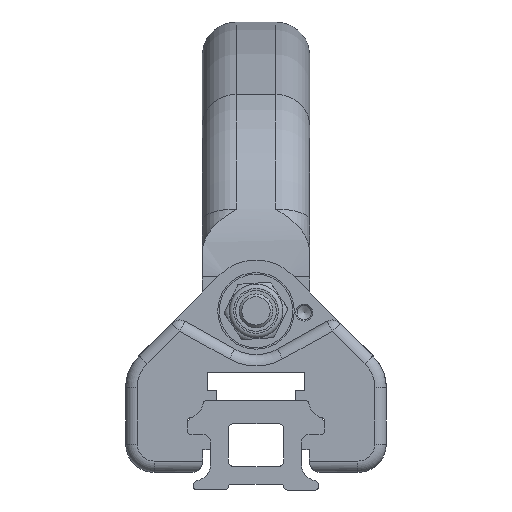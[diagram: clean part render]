
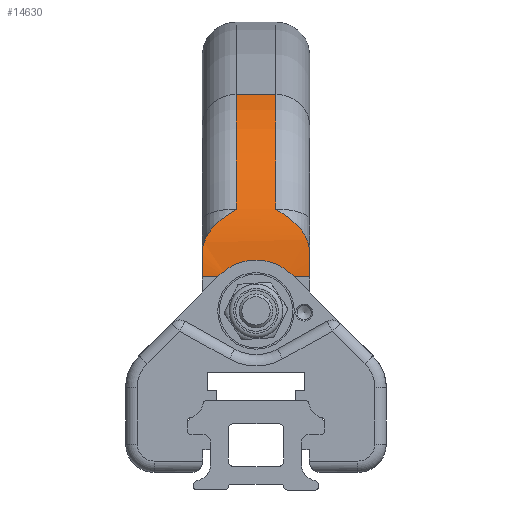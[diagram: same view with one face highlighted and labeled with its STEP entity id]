
A CAD part, front view. The second image highlights one B-rep face of the part: STEP entity #14630.
In plain terms, the highlighted cylindrical face has radius 35 mm (diameter 70 mm), a partial arc.
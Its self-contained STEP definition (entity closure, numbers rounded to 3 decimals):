
#615=B_SPLINE_CURVE_WITH_KNOTS('',3,(#25595,#25596,#25597,#25598,#25599,
#25600,#25601,#25602,#25603,#25604),.UNSPECIFIED.,.F.,.F.,(4,2,2,2,4),(-2.553,
-2.552,-2.16,-1.997,-1.858),
 .UNSPECIFIED.);
#616=B_SPLINE_CURVE_WITH_KNOTS('',3,(#25815,#25816,#25817,#25818,#25819,
#25820,#25821,#25822,#25823,#25824),.UNSPECIFIED.,.F.,.F.,(4,2,2,2,4),(-0.694,
-0.555,-0.392,0.,0.001),
 .UNSPECIFIED.);
#1013=CYLINDRICAL_SURFACE('',#16140,35.);
#1623=FACE_OUTER_BOUND('',#2480,.T.);
#2480=EDGE_LOOP('',(#12117,#12118,#12119,#12120,#12121,#12122,#12123,#12124,
#12125,#12126));
#3460=CIRCLE('',#16051,35.);
#3499=CIRCLE('',#16141,35.);
#3500=CIRCLE('',#16142,35.);
#3501=CIRCLE('',#16143,35.);
#4365=LINE('',#25158,#5292);
#4367=LINE('',#25167,#5294);
#4456=LINE('',#25806,#5383);
#4457=LINE('',#25808,#5384);
#5292=VECTOR('',#19273,10.);
#5294=VECTOR('',#19281,10.);
#5383=VECTOR('',#19760,10.);
#5384=VECTOR('',#19761,10.);
#6521=VERTEX_POINT('',#25133);
#6522=VERTEX_POINT('',#25134);
#6529=VERTEX_POINT('',#25161);
#6531=VERTEX_POINT('',#25165);
#6625=VERTEX_POINT('',#25589);
#6626=VERTEX_POINT('',#25593);
#6678=VERTEX_POINT('',#25804);
#6679=VERTEX_POINT('',#25807);
#6680=VERTEX_POINT('',#25812);
#6681=VERTEX_POINT('',#25814);
#8422=EDGE_CURVE('',#6522,#6521,#4365,.T.);
#8426=EDGE_CURVE('',#6529,#6531,#4367,.T.);
#8555=EDGE_CURVE('',#6531,#6625,#3460,.T.);
#8557=EDGE_CURVE('',#6625,#6626,#615,.T.);
#8658=EDGE_CURVE('',#6678,#6522,#4456,.T.);
#8659=EDGE_CURVE('',#6521,#6679,#4457,.T.);
#8661=EDGE_CURVE('',#6679,#6626,#3499,.T.);
#8662=EDGE_CURVE('',#6680,#6678,#3500,.T.);
#8663=EDGE_CURVE('',#6680,#6681,#616,.T.);
#8664=EDGE_CURVE('',#6529,#6681,#3501,.T.);
#12117=ORIENTED_EDGE('',*,*,#8557,.T.);
#12118=ORIENTED_EDGE('',*,*,#8661,.F.);
#12119=ORIENTED_EDGE('',*,*,#8659,.F.);
#12120=ORIENTED_EDGE('',*,*,#8422,.F.);
#12121=ORIENTED_EDGE('',*,*,#8658,.F.);
#12122=ORIENTED_EDGE('',*,*,#8662,.F.);
#12123=ORIENTED_EDGE('',*,*,#8663,.T.);
#12124=ORIENTED_EDGE('',*,*,#8664,.F.);
#12125=ORIENTED_EDGE('',*,*,#8426,.T.);
#12126=ORIENTED_EDGE('',*,*,#8555,.T.);
#14630=ADVANCED_FACE('',(#1623),#1013,.T.);
#16051=AXIS2_PLACEMENT_3D('',#25591,#19519,#19520);
#16140=AXIS2_PLACEMENT_3D('',#25810,#19763,#19764);
#16141=AXIS2_PLACEMENT_3D('',#25811,#19765,#19766);
#16142=AXIS2_PLACEMENT_3D('',#25813,#19767,#19768);
#16143=AXIS2_PLACEMENT_3D('',#25825,#19769,#19770);
#19273=DIRECTION('',(-1.,0.,0.));
#19281=DIRECTION('',(-1.,0.,0.));
#19519=DIRECTION('center_axis',(1.,0.,0.));
#19520=DIRECTION('ref_axis',(0.,0.392,-0.92));
#19760=DIRECTION('',(-1.,0.,0.));
#19761=DIRECTION('',(-1.,0.,0.));
#19763=DIRECTION('center_axis',(1.,0.,0.));
#19764=DIRECTION('ref_axis',(0.,0.392,-0.92));
#19765=DIRECTION('center_axis',(-1.,0.,0.));
#19766=DIRECTION('ref_axis',(0.,0.392,-0.92));
#19767=DIRECTION('center_axis',(1.,0.,0.));
#19768=DIRECTION('ref_axis',(0.,0.392,-0.92));
#19769=DIRECTION('center_axis',(1.,0.,0.));
#19770=DIRECTION('ref_axis',(0.,0.392,-0.92));
#25133=CARTESIAN_POINT('',(-5.139,55.25,26.317));
#25134=CARTESIAN_POINT('',(5.139,55.25,26.317));
#25158=CARTESIAN_POINT('',(0.,55.25,26.317));
#25161=CARTESIAN_POINT('',(3.5,76.533,58.517));
#25165=CARTESIAN_POINT('',(-3.5,76.533,58.517));
#25167=CARTESIAN_POINT('',(0.,76.533,58.517));
#25589=CARTESIAN_POINT('',(-3.5,57.362,38.291));
#25591=CARTESIAN_POINT('Origin',(-3.5,90.25,26.317));
#25593=CARTESIAN_POINT('',(-9.5,55.485,30.366));
#25595=CARTESIAN_POINT('Ctrl Pts',(-3.5,57.362,38.291));
#25596=CARTESIAN_POINT('Ctrl Pts',(-3.503,57.361,38.289));
#25597=CARTESIAN_POINT('Ctrl Pts',(-3.506,57.36,38.287));
#25598=CARTESIAN_POINT('Ctrl Pts',(-4.589,57.109,37.596));
#25599=CARTESIAN_POINT('Ctrl Pts',(-6.466,56.712,36.468));
#25600=CARTESIAN_POINT('Ctrl Pts',(-8.36,56.13,34.149));
#25601=CARTESIAN_POINT('Ctrl Pts',(-8.81,55.963,33.394));
#25602=CARTESIAN_POINT('Ctrl Pts',(-9.364,55.684,31.859));
#25603=CARTESIAN_POINT('Ctrl Pts',(-9.5,55.573,31.119));
#25604=CARTESIAN_POINT('Ctrl Pts',(-9.5,55.485,30.366));
#25804=CARTESIAN_POINT('',(9.5,55.25,26.317));
#25806=CARTESIAN_POINT('',(0.,55.25,26.317));
#25807=CARTESIAN_POINT('',(-9.5,55.25,26.317));
#25808=CARTESIAN_POINT('',(0.,55.25,26.317));
#25810=CARTESIAN_POINT('Origin',(0.,90.25,
26.317));
#25811=CARTESIAN_POINT('Origin',(-9.5,90.25,26.317));
#25812=CARTESIAN_POINT('',(9.5,55.485,30.366));
#25813=CARTESIAN_POINT('Origin',(9.5,90.25,26.317));
#25814=CARTESIAN_POINT('',(3.5,57.362,38.291));
#25815=CARTESIAN_POINT('Ctrl Pts',(9.5,55.485,30.366));
#25816=CARTESIAN_POINT('Ctrl Pts',(9.5,55.573,31.119));
#25817=CARTESIAN_POINT('Ctrl Pts',(9.364,55.684,31.859));
#25818=CARTESIAN_POINT('Ctrl Pts',(8.81,55.963,33.394));
#25819=CARTESIAN_POINT('Ctrl Pts',(8.36,56.13,34.149));
#25820=CARTESIAN_POINT('Ctrl Pts',(6.466,56.712,36.468));
#25821=CARTESIAN_POINT('Ctrl Pts',(4.589,57.109,37.596));
#25822=CARTESIAN_POINT('Ctrl Pts',(3.506,57.36,38.287));
#25823=CARTESIAN_POINT('Ctrl Pts',(3.503,57.361,38.289));
#25824=CARTESIAN_POINT('Ctrl Pts',(3.5,57.362,38.291));
#25825=CARTESIAN_POINT('Origin',(3.5,90.25,26.317));
